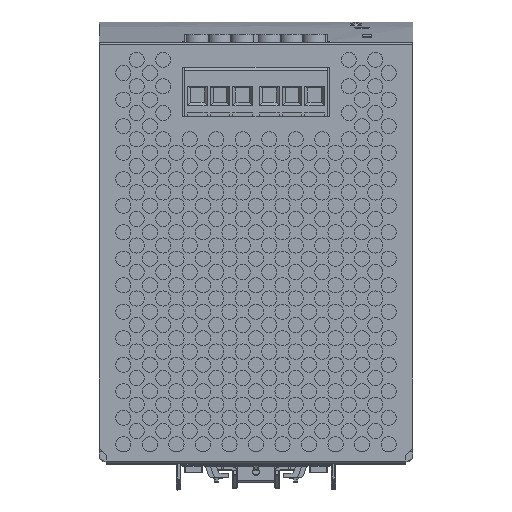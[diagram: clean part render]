
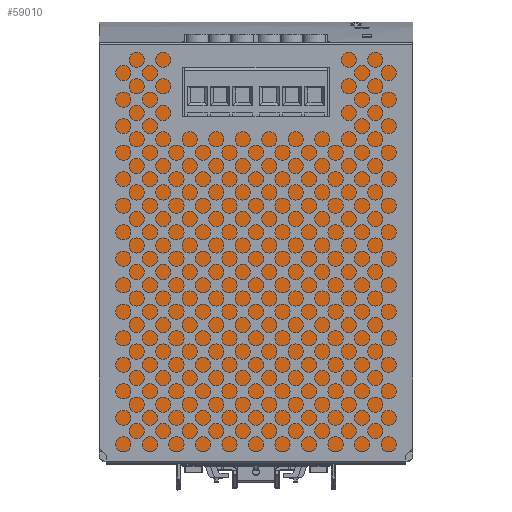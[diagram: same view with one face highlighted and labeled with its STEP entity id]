
A CAD part, top view. The second image highlights one B-rep face of the part: STEP entity #59010.
In plain terms, the highlighted planar face has unit normal (0, 0, 1).
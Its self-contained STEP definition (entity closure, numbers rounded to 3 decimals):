
#9857=DIRECTION('',(0.,1.,0.));
#9858=VECTOR('',#9857,18.412);
#9859=CARTESIAN_POINT('',(-21.,90.9,-0.05));
#9860=LINE('',#9859,#9858);
#9892=DIRECTION('',(0.,-1.,0.));
#9893=VECTOR('',#9892,18.412);
#9894=CARTESIAN_POINT('',(21.,109.312,-0.05));
#9895=LINE('',#9894,#9893);
#9912=DIRECTION('',(-1.,0.,0.));
#9913=VECTOR('',#9912,20.4);
#9914=CARTESIAN_POINT('',(41.4,109.312,-0.05));
#9915=LINE('',#9914,#9913);
#9916=DIRECTION('',(-1.,0.,0.));
#9917=VECTOR('',#9916,0.8);
#9918=CARTESIAN_POINT('',(6.9,90.9,-0.05));
#9919=LINE('',#9918,#9917);
#9920=DIRECTION('',(-1.,0.,0.));
#9921=VECTOR('',#9920,0.8);
#9922=CARTESIAN_POINT('',(12.9,90.9,-0.05));
#9923=LINE('',#9922,#9921);
#9924=DIRECTION('',(-1.,0.,0.));
#9925=VECTOR('',#9924,0.9);
#9926=CARTESIAN_POINT('',(19.,90.9,-0.05));
#9927=LINE('',#9926,#9925);
#9928=DIRECTION('',(0.,-1.,0.));
#9929=VECTOR('',#9928,106.812);
#9930=CARTESIAN_POINT('',(41.4,109.312,-0.05));
#9931=LINE('',#9930,#9929);
#9932=DIRECTION('',(-1.,0.,0.));
#9933=VECTOR('',#9932,82.8);
#9934=CARTESIAN_POINT('',(41.4,2.5,-0.05));
#9935=LINE('',#9934,#9933);
#9936=DIRECTION('',(0.,1.,0.));
#9937=VECTOR('',#9936,106.812);
#9938=CARTESIAN_POINT('',(-41.4,2.5,-0.05));
#9939=LINE('',#9938,#9937);
#9940=DIRECTION('',(-1.,0.,0.));
#9941=VECTOR('',#9940,0.9);
#9942=CARTESIAN_POINT('',(-18.1,90.9,-0.05));
#9943=LINE('',#9942,#9941);
#9944=DIRECTION('',(-1.,0.,0.));
#9945=VECTOR('',#9944,0.8);
#9946=CARTESIAN_POINT('',(-12.1,90.9,-0.05));
#9947=LINE('',#9946,#9945);
#9948=DIRECTION('',(-1.,0.,0.));
#9949=VECTOR('',#9948,0.8);
#9950=CARTESIAN_POINT('',(-6.1,90.9,-0.05));
#9951=LINE('',#9950,#9949);
#9956=DIRECTION('',(-1.,0.,0.));
#9957=VECTOR('',#9956,1.8);
#9958=CARTESIAN_POINT('',(0.9,90.9,-0.05));
#9959=LINE('',#9958,#9957);
#15985=DIRECTION('',(-1.,0.,0.));
#15986=VECTOR('',#15985,5.2);
#15987=CARTESIAN_POINT('',(18.1,90.9,-0.05));
#15988=LINE('',#15987,#15986);
#16001=DIRECTION('',(-1.,0.,0.));
#16002=VECTOR('',#16001,5.2);
#16003=CARTESIAN_POINT('',(12.1,90.9,-0.05));
#16004=LINE('',#16003,#16002);
#16017=DIRECTION('',(-1.,0.,0.));
#16018=VECTOR('',#16017,5.2);
#16019=CARTESIAN_POINT('',(6.1,90.9,-0.05));
#16020=LINE('',#16019,#16018);
#16029=DIRECTION('',(-1.,0.,0.));
#16030=VECTOR('',#16029,5.2);
#16031=CARTESIAN_POINT('',(-0.9,90.9,-0.05));
#16032=LINE('',#16031,#16030);
#16045=DIRECTION('',(-1.,0.,0.));
#16046=VECTOR('',#16045,5.2);
#16047=CARTESIAN_POINT('',(-6.9,90.9,-0.05));
#16048=LINE('',#16047,#16046);
#16061=DIRECTION('',(-1.,0.,0.));
#16062=VECTOR('',#16061,5.2);
#16063=CARTESIAN_POINT('',(-12.9,90.9,-0.05));
#16064=LINE('',#16063,#16062);
#16077=DIRECTION('',(-1.,0.,0.));
#16078=VECTOR('',#16077,2.);
#16079=CARTESIAN_POINT('',(-19.,90.9,-0.05));
#16080=LINE('',#16079,#16078);
#16093=DIRECTION('',(-1.,0.,0.));
#16094=VECTOR('',#16093,2.);
#16095=CARTESIAN_POINT('',(21.,90.9,-0.05));
#16096=LINE('',#16095,#16094);
#20309=DIRECTION('',(-1.,0.,0.));
#20310=VECTOR('',#20309,20.4);
#20311=CARTESIAN_POINT('',(-21.,109.312,-0.05));
#20312=LINE('',#20311,#20310);
#36161=CARTESIAN_POINT('',(-41.4,109.312,-0.05));
#36162=VERTEX_POINT('',#36161);
#36163=CARTESIAN_POINT('',(-41.4,2.5,-0.05));
#36164=VERTEX_POINT('',#36163);
#36839=CARTESIAN_POINT('',(41.4,2.5,-0.05));
#36840=VERTEX_POINT('',#36839);
#36841=CARTESIAN_POINT('',(41.4,109.312,-0.05));
#36842=VERTEX_POINT('',#36841);
#37181=CARTESIAN_POINT('',(21.,109.312,-0.05));
#37182=VERTEX_POINT('',#37181);
#37185=CARTESIAN_POINT('',(-21.,109.312,-0.05));
#37186=VERTEX_POINT('',#37185);
#37193=CARTESIAN_POINT('',(21.,90.9,-0.05));
#37194=VERTEX_POINT('',#37193);
#37201=CARTESIAN_POINT('',(-21.,90.9,-0.05));
#37202=VERTEX_POINT('',#37201);
#45084=CARTESIAN_POINT('',(-18.1,90.9,-0.05));
#45085=CARTESIAN_POINT('',(-19.,90.9,-0.05));
#45086=VERTEX_POINT('',#45084);
#45087=VERTEX_POINT('',#45085);
#45088=CARTESIAN_POINT('',(-12.1,90.9,-0.05));
#45089=CARTESIAN_POINT('',(-12.9,90.9,-0.05));
#45090=VERTEX_POINT('',#45088);
#45091=VERTEX_POINT('',#45089);
#45092=CARTESIAN_POINT('',(-6.1,90.9,-0.05));
#45093=CARTESIAN_POINT('',(-6.9,90.9,-0.05));
#45094=VERTEX_POINT('',#45092);
#45095=VERTEX_POINT('',#45093);
#45108=CARTESIAN_POINT('',(-0.9,90.9,-0.05));
#45110=VERTEX_POINT('',#45108);
#45126=CARTESIAN_POINT('',(19.,90.9,-0.05));
#45127=CARTESIAN_POINT('',(18.1,90.9,-0.05));
#45128=VERTEX_POINT('',#45126);
#45129=VERTEX_POINT('',#45127);
#45130=CARTESIAN_POINT('',(6.9,90.9,-0.05));
#45131=CARTESIAN_POINT('',(6.1,90.9,-0.05));
#45132=VERTEX_POINT('',#45130);
#45133=VERTEX_POINT('',#45131);
#45134=CARTESIAN_POINT('',(12.9,90.9,-0.05));
#45135=CARTESIAN_POINT('',(12.1,90.9,-0.05));
#45136=VERTEX_POINT('',#45134);
#45137=VERTEX_POINT('',#45135);
#45150=CARTESIAN_POINT('',(0.9,90.9,-0.05));
#45152=VERTEX_POINT('',#45150);
#58964=CARTESIAN_POINT('',(0.,55.906,-0.05));
#58965=DIRECTION('',(0.,0.,1.));
#58966=DIRECTION('',(0.,-1.,0.));
#58967=AXIS2_PLACEMENT_3D('',#58964,#58965,#58966);
#58968=PLANE('',#58967);
#58970=ORIENTED_EDGE('',*,*,#58969,.F.);
#58972=ORIENTED_EDGE('',*,*,#58971,.F.);
#58974=ORIENTED_EDGE('',*,*,#58973,.F.);
#58976=ORIENTED_EDGE('',*,*,#58975,.F.);
#58978=ORIENTED_EDGE('',*,*,#58977,.F.);
#58980=ORIENTED_EDGE('',*,*,#58979,.F.);
#58982=ORIENTED_EDGE('',*,*,#58981,.F.);
#58984=ORIENTED_EDGE('',*,*,#58983,.F.);
#58985=ORIENTED_EDGE('',*,*,#58930,.F.);
#58986=ORIENTED_EDGE('',*,*,#58956,.F.);
#58987=ORIENTED_EDGE('',*,*,#57890,.T.);
#58989=ORIENTED_EDGE('',*,*,#58988,.T.);
#58990=ORIENTED_EDGE('',*,*,#58344,.T.);
#58992=ORIENTED_EDGE('',*,*,#58991,.F.);
#58993=ORIENTED_EDGE('',*,*,#58898,.F.);
#58995=ORIENTED_EDGE('',*,*,#58994,.F.);
#58997=ORIENTED_EDGE('',*,*,#58996,.F.);
#58999=ORIENTED_EDGE('',*,*,#58998,.F.);
#59001=ORIENTED_EDGE('',*,*,#59000,.F.);
#59003=ORIENTED_EDGE('',*,*,#59002,.F.);
#59005=ORIENTED_EDGE('',*,*,#59004,.F.);
#59007=ORIENTED_EDGE('',*,*,#59006,.F.);
#59008=EDGE_LOOP('',(#58970,#58972,#58974,#58976,#58978,#58980,#58982,#58984,
#58985,#58986,#58987,#58989,#58990,#58992,#58993,#58995,#58997,#58999,#59001,
#59003,#59005,#59007));
#59009=FACE_OUTER_BOUND('',#59008,.F.);
#59010=ADVANCED_FACE('',(#59009),#58968,.T.);
#57890=EDGE_CURVE('',#36842,#36840,#9931,.T.);
#58344=EDGE_CURVE('',#36164,#36162,#9939,.T.);
#58898=EDGE_CURVE('',#37202,#37186,#9860,.T.);
#58930=EDGE_CURVE('',#37182,#37194,#9895,.T.);
#58956=EDGE_CURVE('',#36842,#37182,#9915,.T.);
#58969=EDGE_CURVE('',#45152,#45110,#9959,.T.);
#58971=EDGE_CURVE('',#45133,#45152,#16020,.T.);
#58973=EDGE_CURVE('',#45132,#45133,#9919,.T.);
#58975=EDGE_CURVE('',#45137,#45132,#16004,.T.);
#58977=EDGE_CURVE('',#45136,#45137,#9923,.T.);
#58979=EDGE_CURVE('',#45129,#45136,#15988,.T.);
#58981=EDGE_CURVE('',#45128,#45129,#9927,.T.);
#58983=EDGE_CURVE('',#37194,#45128,#16096,.T.);
#58988=EDGE_CURVE('',#36840,#36164,#9935,.T.);
#58991=EDGE_CURVE('',#37186,#36162,#20312,.T.);
#58994=EDGE_CURVE('',#45087,#37202,#16080,.T.);
#58996=EDGE_CURVE('',#45086,#45087,#9943,.T.);
#58998=EDGE_CURVE('',#45091,#45086,#16064,.T.);
#59000=EDGE_CURVE('',#45090,#45091,#9947,.T.);
#59002=EDGE_CURVE('',#45095,#45090,#16048,.T.);
#59004=EDGE_CURVE('',#45094,#45095,#9951,.T.);
#59006=EDGE_CURVE('',#45110,#45094,#16032,.T.);
